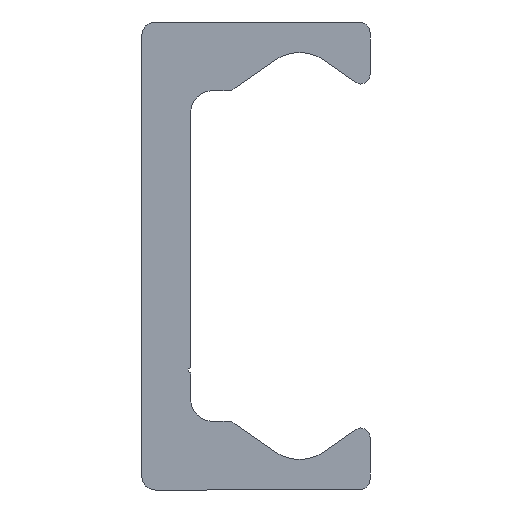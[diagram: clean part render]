
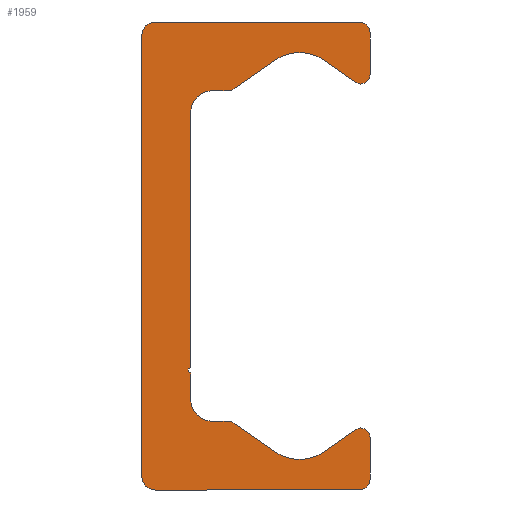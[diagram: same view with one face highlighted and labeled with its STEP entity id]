
A CAD part, left-side view. The second image highlights one B-rep face of the part: STEP entity #1959.
In plain terms, the highlighted planar face has unit normal (-1, 0, 0).
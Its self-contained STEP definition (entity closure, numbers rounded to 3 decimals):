
#996=CARTESIAN_POINT('',(0.0,9.25,-21.5));
#997=VERTEX_POINT('',#996);
#1004=CARTESIAN_POINT('',(0.0,10.5,-20.25));
#1005=VERTEX_POINT('',#1004);
#1006=CARTESIAN_POINT('',(0.0,9.25,-20.25));
#1007=DIRECTION('',(1.0,0.0,0.0));
#1008=DIRECTION('',(0.0,0.0,-1.0));
#1009=AXIS2_PLACEMENT_3D('',#1006,#1007,#1008);
#1010=CIRCLE('',#1009,1.25);
#1011=EDGE_CURVE('',#997,#1005,#1010,.T.);
#1035=CARTESIAN_POINT('',(0.0,-9.5,-21.5));
#1036=VERTEX_POINT('',#1035);
#1043=CARTESIAN_POINT('',(0.0,-9.5,-21.5));
#1044=DIRECTION('',(0.0,1.0,0.0));
#1045=VECTOR('',#1044,18.75);
#1046=LINE('',#1043,#1045);
#1047=EDGE_CURVE('',#1036,#997,#1046,.T.);
#1067=CARTESIAN_POINT('',(0.0,-10.5,-20.5));
#1068=VERTEX_POINT('',#1067);
#1075=CARTESIAN_POINT('',(0.0,-9.5,-20.5));
#1076=DIRECTION('',(1.0,0.0,0.0));
#1077=DIRECTION('',(0.0,-1.0,0.0));
#1078=AXIS2_PLACEMENT_3D('',#1075,#1076,#1077);
#1079=CIRCLE('',#1078,1.0);
#1080=EDGE_CURVE('',#1068,#1036,#1079,.T.);
#1099=CARTESIAN_POINT('',(0.0,-10.5,-16.65));
#1100=VERTEX_POINT('',#1099);
#1107=CARTESIAN_POINT('',(0.0,-10.5,-16.65));
#1108=DIRECTION('',(0.0,0.0,-1.0));
#1109=VECTOR('',#1108,3.85);
#1110=LINE('',#1107,#1109);
#1111=EDGE_CURVE('',#1100,#1068,#1110,.T.);
#1131=CARTESIAN_POINT('',(0.0,-9.162,-15.954));
#1132=VERTEX_POINT('',#1131);
#1139=CARTESIAN_POINT('',(0.0,-9.65,-16.65));
#1140=DIRECTION('',(1.0,0.0,0.0));
#1141=DIRECTION('',(0.0,0.574,0.819));
#1142=AXIS2_PLACEMENT_3D('',#1139,#1140,#1141);
#1143=CIRCLE('',#1142,0.85);
#1144=EDGE_CURVE('',#1132,#1100,#1143,.T.);
#1163=CARTESIAN_POINT('',(0.0,-6.294,-17.962));
#1164=VERTEX_POINT('',#1163);
#1171=CARTESIAN_POINT('',(0.0,-6.294,-17.962));
#1172=DIRECTION('',(0.0,-0.819,0.574));
#1173=VECTOR('',#1172,3.501);
#1174=LINE('',#1171,#1173);
#1175=EDGE_CURVE('',#1164,#1132,#1174,.T.);
#1195=CARTESIAN_POINT('',(0.0,-1.706,-17.962));
#1196=VERTEX_POINT('',#1195);
#1203=CARTESIAN_POINT('',(0.0,-4.,-14.685));
#1204=DIRECTION('',(-1.0,0.0,0.0));
#1205=DIRECTION('',(0.0,0.574,0.819));
#1206=AXIS2_PLACEMENT_3D('',#1203,#1204,#1205);
#1207=CIRCLE('',#1206,4.0);
#1208=EDGE_CURVE('',#1196,#1164,#1207,.T.);
#1227=CARTESIAN_POINT('',(0.0,1.981,-15.381));
#1228=VERTEX_POINT('',#1227);
#1235=CARTESIAN_POINT('',(0.0,1.981,-15.381));
#1236=DIRECTION('',(0.0,-0.819,-0.574));
#1237=VECTOR('',#1236,4.5);
#1238=LINE('',#1235,#1237);
#1239=EDGE_CURVE('',#1228,#1196,#1238,.T.);
#1259=CARTESIAN_POINT('',(0.0,2.554,-15.2));
#1260=VERTEX_POINT('',#1259);
#1267=CARTESIAN_POINT('',(0.0,2.554,-16.2));
#1268=DIRECTION('',(1.0,0.0,0.0));
#1269=DIRECTION('',(0.0,0.0,1.0));
#1270=AXIS2_PLACEMENT_3D('',#1267,#1268,#1269);
#1271=CIRCLE('',#1270,1.);
#1272=EDGE_CURVE('',#1260,#1228,#1271,.T.);
#1291=CARTESIAN_POINT('',(0.0,4.0,-15.2));
#1292=VERTEX_POINT('',#1291);
#1299=CARTESIAN_POINT('',(0.0,4.0,-15.2));
#1300=DIRECTION('',(0.0,-1.0,0.0));
#1301=VECTOR('',#1300,1.446);
#1302=LINE('',#1299,#1301);
#1303=EDGE_CURVE('',#1292,#1260,#1302,.T.);
#1323=CARTESIAN_POINT('',(0.0,6.,-13.2));
#1324=VERTEX_POINT('',#1323);
#1331=CARTESIAN_POINT('',(0.0,4.,-13.2));
#1332=DIRECTION('',(-1.0,0.0,0.0));
#1333=DIRECTION('',(0.0,0.0,1.0));
#1334=AXIS2_PLACEMENT_3D('',#1331,#1332,#1333);
#1335=CIRCLE('',#1334,2.0);
#1336=EDGE_CURVE('',#1324,#1292,#1335,.T.);
#1355=CARTESIAN_POINT('',(0.0,6.,-10.75));
#1356=VERTEX_POINT('',#1355);
#1363=CARTESIAN_POINT('',(0.0,6.,-10.75));
#1364=DIRECTION('',(0.0,0.0,-1.0));
#1365=VECTOR('',#1364,2.45);
#1366=LINE('',#1363,#1365);
#1367=EDGE_CURVE('',#1356,#1324,#1366,.T.);
#1387=CARTESIAN_POINT('',(0.0,6.,-10.25));
#1388=VERTEX_POINT('',#1387);
#1395=CARTESIAN_POINT('',(0.0,6.,-10.5));
#1396=DIRECTION('',(-1.0,0.0,0.0));
#1397=DIRECTION('',(0.0,0.0,1.0));
#1398=AXIS2_PLACEMENT_3D('',#1395,#1396,#1397);
#1399=CIRCLE('',#1398,0.25);
#1400=EDGE_CURVE('',#1388,#1356,#1399,.T.);
#1419=CARTESIAN_POINT('',(0.0,6.,13.2));
#1420=VERTEX_POINT('',#1419);
#1427=CARTESIAN_POINT('',(0.0,6.,13.2));
#1428=DIRECTION('',(0.0,0.0,-1.0));
#1429=VECTOR('',#1428,23.45);
#1430=LINE('',#1427,#1429);
#1431=EDGE_CURVE('',#1420,#1388,#1430,.T.);
#1508=CARTESIAN_POINT('',(0.0,4.0,15.2));
#1509=VERTEX_POINT('',#1508);
#1516=CARTESIAN_POINT('',(0.0,4.,13.2));
#1517=DIRECTION('',(-1.0,0.0,0.0));
#1518=DIRECTION('',(0.0,-1.0,0.0));
#1519=AXIS2_PLACEMENT_3D('',#1516,#1517,#1518);
#1520=CIRCLE('',#1519,2.0);
#1521=EDGE_CURVE('',#1509,#1420,#1520,.T.);
#1540=CARTESIAN_POINT('',(0.0,2.554,15.2));
#1541=VERTEX_POINT('',#1540);
#1548=CARTESIAN_POINT('',(0.0,2.554,15.2));
#1549=DIRECTION('',(0.0,1.0,0.0));
#1550=VECTOR('',#1549,1.446);
#1551=LINE('',#1548,#1550);
#1552=EDGE_CURVE('',#1541,#1509,#1551,.T.);
#1572=CARTESIAN_POINT('',(0.0,1.981,15.381));
#1573=VERTEX_POINT('',#1572);
#1580=CARTESIAN_POINT('',(0.0,2.554,16.2));
#1581=DIRECTION('',(1.0,0.0,0.0));
#1582=DIRECTION('',(0.0,-0.574,-0.819));
#1583=AXIS2_PLACEMENT_3D('',#1580,#1581,#1582);
#1584=CIRCLE('',#1583,1.);
#1585=EDGE_CURVE('',#1573,#1541,#1584,.T.);
#1604=CARTESIAN_POINT('',(0.0,-1.706,17.962));
#1605=VERTEX_POINT('',#1604);
#1612=CARTESIAN_POINT('',(0.0,-1.706,17.962));
#1613=DIRECTION('',(0.0,0.819,-0.574));
#1614=VECTOR('',#1613,4.5);
#1615=LINE('',#1612,#1614);
#1616=EDGE_CURVE('',#1605,#1573,#1615,.T.);
#1636=CARTESIAN_POINT('',(0.0,-6.294,17.962));
#1637=VERTEX_POINT('',#1636);
#1644=CARTESIAN_POINT('',(0.0,-4.,14.685));
#1645=DIRECTION('',(-1.0,0.0,0.0));
#1646=DIRECTION('',(0.0,-0.574,-0.819));
#1647=AXIS2_PLACEMENT_3D('',#1644,#1645,#1646);
#1648=CIRCLE('',#1647,4.0);
#1649=EDGE_CURVE('',#1637,#1605,#1648,.T.);
#1668=CARTESIAN_POINT('',(0.0,-9.162,15.954));
#1669=VERTEX_POINT('',#1668);
#1676=CARTESIAN_POINT('',(0.0,-9.162,15.954));
#1677=DIRECTION('',(0.0,0.819,0.574));
#1678=VECTOR('',#1677,3.501);
#1679=LINE('',#1676,#1678);
#1680=EDGE_CURVE('',#1669,#1637,#1679,.T.);
#1700=CARTESIAN_POINT('',(0.0,-10.5,16.65));
#1701=VERTEX_POINT('',#1700);
#1708=CARTESIAN_POINT('',(0.0,-9.65,16.65));
#1709=DIRECTION('',(1.0,0.0,0.0));
#1710=DIRECTION('',(0.0,-1.0,0.0));
#1711=AXIS2_PLACEMENT_3D('',#1708,#1709,#1710);
#1712=CIRCLE('',#1711,0.85);
#1713=EDGE_CURVE('',#1701,#1669,#1712,.T.);
#1732=CARTESIAN_POINT('',(0.0,-10.5,20.5));
#1733=VERTEX_POINT('',#1732);
#1740=CARTESIAN_POINT('',(0.0,-10.5,20.5));
#1741=DIRECTION('',(0.0,0.0,-1.0));
#1742=VECTOR('',#1741,3.85);
#1743=LINE('',#1740,#1742);
#1744=EDGE_CURVE('',#1733,#1701,#1743,.T.);
#1764=CARTESIAN_POINT('',(0.0,-9.5,21.5));
#1765=VERTEX_POINT('',#1764);
#1772=CARTESIAN_POINT('',(0.0,-9.5,20.5));
#1773=DIRECTION('',(1.0,0.0,0.0));
#1774=DIRECTION('',(0.0,0.0,1.0));
#1775=AXIS2_PLACEMENT_3D('',#1772,#1773,#1774);
#1776=CIRCLE('',#1775,1.0);
#1777=EDGE_CURVE('',#1765,#1733,#1776,.T.);
#1796=CARTESIAN_POINT('',(0.0,9.25,21.5));
#1797=VERTEX_POINT('',#1796);
#1804=CARTESIAN_POINT('',(0.0,9.25,21.5));
#1805=DIRECTION('',(0.0,-1.0,0.0));
#1806=VECTOR('',#1805,18.75);
#1807=LINE('',#1804,#1806);
#1808=EDGE_CURVE('',#1797,#1765,#1807,.T.);
#1828=CARTESIAN_POINT('',(0.0,10.5,20.25));
#1829=VERTEX_POINT('',#1828);
#1836=CARTESIAN_POINT('',(0.0,9.25,20.25));
#1837=DIRECTION('',(1.0,0.0,0.0));
#1838=DIRECTION('',(0.0,1.0,0.0));
#1839=AXIS2_PLACEMENT_3D('',#1836,#1837,#1838);
#1840=CIRCLE('',#1839,1.25);
#1841=EDGE_CURVE('',#1829,#1797,#1840,.T.);
#1859=CARTESIAN_POINT('',(0.0,10.5,-20.25));
#1860=DIRECTION('',(0.0,0.0,1.0));
#1861=VECTOR('',#1860,40.5);
#1862=LINE('',#1859,#1861);
#1863=EDGE_CURVE('',#1005,#1829,#1862,.T.);
#1926=CARTESIAN_POINT('',(0.0,2.66,-0.019));
#1927=DIRECTION('',(1.0,0.0,0.0));
#1928=DIRECTION('',(0.0,0.0,-1.0));
#1929=AXIS2_PLACEMENT_3D('',#1926,#1927,#1928);
#1930=PLANE('',#1929);
#1931=ORIENTED_EDGE('',*,*,#1863,.F.);
#1932=ORIENTED_EDGE('',*,*,#1011,.F.);
#1933=ORIENTED_EDGE('',*,*,#1047,.F.);
#1934=ORIENTED_EDGE('',*,*,#1080,.F.);
#1935=ORIENTED_EDGE('',*,*,#1111,.F.);
#1936=ORIENTED_EDGE('',*,*,#1144,.F.);
#1937=ORIENTED_EDGE('',*,*,#1175,.F.);
#1938=ORIENTED_EDGE('',*,*,#1208,.F.);
#1939=ORIENTED_EDGE('',*,*,#1239,.F.);
#1940=ORIENTED_EDGE('',*,*,#1272,.F.);
#1941=ORIENTED_EDGE('',*,*,#1303,.F.);
#1942=ORIENTED_EDGE('',*,*,#1336,.F.);
#1943=ORIENTED_EDGE('',*,*,#1367,.F.);
#1944=ORIENTED_EDGE('',*,*,#1400,.F.);
#1945=ORIENTED_EDGE('',*,*,#1431,.F.);
#1946=ORIENTED_EDGE('',*,*,#1521,.F.);
#1947=ORIENTED_EDGE('',*,*,#1552,.F.);
#1948=ORIENTED_EDGE('',*,*,#1585,.F.);
#1949=ORIENTED_EDGE('',*,*,#1616,.F.);
#1950=ORIENTED_EDGE('',*,*,#1649,.F.);
#1951=ORIENTED_EDGE('',*,*,#1680,.F.);
#1952=ORIENTED_EDGE('',*,*,#1713,.F.);
#1953=ORIENTED_EDGE('',*,*,#1744,.F.);
#1954=ORIENTED_EDGE('',*,*,#1777,.F.);
#1955=ORIENTED_EDGE('',*,*,#1808,.F.);
#1956=ORIENTED_EDGE('',*,*,#1841,.F.);
#1957=EDGE_LOOP('',(#1931,#1932,#1933,#1934,#1935,#1936,#1937,#1938,#1939,#1940,#1941,#1942,#1943,#1944,#1945,#1946,#1947,#1948,#1949,#1950,#1951,#1952,#1953,#1954,#1955,#1956));
#1958=FACE_OUTER_BOUND('',#1957,.T.);
#1959=ADVANCED_FACE('',(#1958),#1930,.F.);
